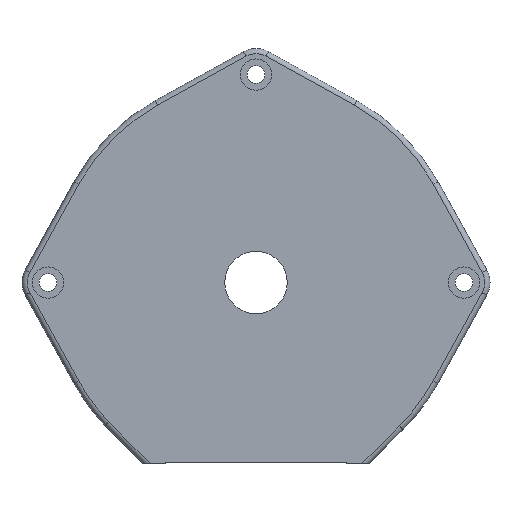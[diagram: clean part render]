
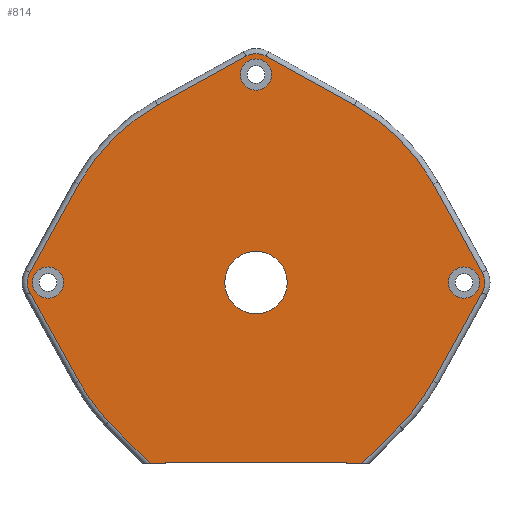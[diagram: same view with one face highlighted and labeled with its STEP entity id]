
A CAD part, left-side view. The second image highlights one B-rep face of the part: STEP entity #814.
In plain terms, the highlighted planar face has unit normal (-1, 0, 0).
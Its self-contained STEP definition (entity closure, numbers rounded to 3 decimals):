
#30=FACE_BOUND('',#162,.T.);
#31=FACE_BOUND('',#163,.T.);
#32=FACE_BOUND('',#164,.T.);
#33=FACE_BOUND('',#165,.T.);
#54=PLANE('',#928);
#111=FACE_OUTER_BOUND('',#161,.T.);
#161=EDGE_LOOP('',(#699,#700,#701,#702,#703,#704,#705,#706,#707,#708,#709,
#710,#711,#712,#713,#714,#715,#716,#717,#718));
#162=EDGE_LOOP('',(#719));
#163=EDGE_LOOP('',(#720));
#164=EDGE_LOOP('',(#721));
#165=EDGE_LOOP('',(#722));
#173=LINE('',#1219,#234);
#175=LINE('',#1240,#236);
#176=LINE('',#1251,#237);
#178=LINE('',#1263,#239);
#180=LINE('',#1275,#241);
#182=LINE('',#1287,#243);
#184=LINE('',#1299,#245);
#186=LINE('',#1311,#247);
#191=LINE('',#1323,#252);
#223=LINE('',#1428,#284);
#224=LINE('',#1431,#285);
#228=LINE('',#1439,#289);
#231=LINE('',#1443,#292);
#234=VECTOR('',#953,10.);
#236=VECTOR('',#961,10.);
#237=VECTOR('',#974,10.);
#239=VECTOR('',#988,10.);
#241=VECTOR('',#1002,10.);
#243=VECTOR('',#1016,10.);
#245=VECTOR('',#1030,10.);
#247=VECTOR('',#1044,10.);
#252=VECTOR('',#1057,10.);
#284=VECTOR('',#1177,10.);
#285=VECTOR('',#1180,10.);
#289=VECTOR('',#1186,10.);
#292=VECTOR('',#1191,10.);
#294=CIRCLE('',#835,6.);
#297=CIRCLE('',#843,38.96);
#301=CIRCLE('',#849,4.);
#305=CIRCLE('',#855,38.96);
#309=CIRCLE('',#861,4.);
#313=CIRCLE('',#867,38.96);
#317=CIRCLE('',#873,4.);
#320=CIRCLE('',#878,38.96);
#329=CIRCLE('',#904,3.);
#332=CIRCLE('',#909,3.);
#335=CIRCLE('',#914,3.);
#342=VERTEX_POINT('',#1209);
#345=VERTEX_POINT('',#1216);
#346=VERTEX_POINT('',#1218);
#347=VERTEX_POINT('',#1233);
#350=VERTEX_POINT('',#1238);
#352=VERTEX_POINT('',#1243);
#354=VERTEX_POINT('',#1249);
#356=VERTEX_POINT('',#1255);
#358=VERTEX_POINT('',#1261);
#360=VERTEX_POINT('',#1267);
#362=VERTEX_POINT('',#1273);
#364=VERTEX_POINT('',#1279);
#366=VERTEX_POINT('',#1285);
#368=VERTEX_POINT('',#1291);
#370=VERTEX_POINT('',#1297);
#372=VERTEX_POINT('',#1303);
#374=VERTEX_POINT('',#1309);
#377=VERTEX_POINT('',#1321);
#393=VERTEX_POINT('',#1385);
#396=VERTEX_POINT('',#1394);
#399=VERTEX_POINT('',#1403);
#406=VERTEX_POINT('',#1426);
#407=VERTEX_POINT('',#1430);
#410=VERTEX_POINT('',#1438);
#413=EDGE_CURVE('',#342,#342,#294,.T.);
#416=EDGE_CURVE('',#345,#346,#173,.T.);
#421=EDGE_CURVE('',#350,#347,#175,.T.);
#423=EDGE_CURVE('',#352,#350,#297,.T.);
#426=EDGE_CURVE('',#354,#352,#176,.T.);
#429=EDGE_CURVE('',#356,#354,#301,.T.);
#432=EDGE_CURVE('',#358,#356,#178,.T.);
#435=EDGE_CURVE('',#360,#358,#305,.T.);
#438=EDGE_CURVE('',#362,#360,#180,.T.);
#441=EDGE_CURVE('',#364,#362,#309,.T.);
#444=EDGE_CURVE('',#366,#364,#182,.T.);
#447=EDGE_CURVE('',#368,#366,#313,.T.);
#450=EDGE_CURVE('',#370,#368,#184,.T.);
#453=EDGE_CURVE('',#372,#370,#317,.T.);
#456=EDGE_CURVE('',#374,#372,#186,.T.);
#458=EDGE_CURVE('',#346,#374,#320,.T.);
#463=EDGE_CURVE('',#345,#377,#191,.T.);
#494=EDGE_CURVE('',#393,#393,#329,.T.);
#498=EDGE_CURVE('',#396,#396,#332,.T.);
#502=EDGE_CURVE('',#399,#399,#335,.T.);
#514=EDGE_CURVE('',#377,#406,#223,.T.);
#515=EDGE_CURVE('',#407,#347,#224,.T.);
#519=EDGE_CURVE('',#410,#407,#228,.T.);
#522=EDGE_CURVE('',#406,#410,#231,.T.);
#699=ORIENTED_EDGE('',*,*,#416,.F.);
#700=ORIENTED_EDGE('',*,*,#463,.T.);
#701=ORIENTED_EDGE('',*,*,#514,.T.);
#702=ORIENTED_EDGE('',*,*,#522,.T.);
#703=ORIENTED_EDGE('',*,*,#519,.T.);
#704=ORIENTED_EDGE('',*,*,#515,.T.);
#705=ORIENTED_EDGE('',*,*,#421,.F.);
#706=ORIENTED_EDGE('',*,*,#423,.F.);
#707=ORIENTED_EDGE('',*,*,#426,.F.);
#708=ORIENTED_EDGE('',*,*,#429,.F.);
#709=ORIENTED_EDGE('',*,*,#432,.F.);
#710=ORIENTED_EDGE('',*,*,#435,.F.);
#711=ORIENTED_EDGE('',*,*,#438,.F.);
#712=ORIENTED_EDGE('',*,*,#441,.F.);
#713=ORIENTED_EDGE('',*,*,#444,.F.);
#714=ORIENTED_EDGE('',*,*,#447,.F.);
#715=ORIENTED_EDGE('',*,*,#450,.F.);
#716=ORIENTED_EDGE('',*,*,#453,.F.);
#717=ORIENTED_EDGE('',*,*,#456,.F.);
#718=ORIENTED_EDGE('',*,*,#458,.F.);
#719=ORIENTED_EDGE('',*,*,#413,.T.);
#720=ORIENTED_EDGE('',*,*,#494,.T.);
#721=ORIENTED_EDGE('',*,*,#498,.T.);
#722=ORIENTED_EDGE('',*,*,#502,.T.);
#814=ADVANCED_FACE('',(#111,#30,#31,#32,#33),#54,.T.);
#835=AXIS2_PLACEMENT_3D('',#1211,#946,#947);
#843=AXIS2_PLACEMENT_3D('',#1245,#966,#967);
#849=AXIS2_PLACEMENT_3D('',#1257,#980,#981);
#855=AXIS2_PLACEMENT_3D('',#1269,#994,#995);
#861=AXIS2_PLACEMENT_3D('',#1281,#1008,#1009);
#867=AXIS2_PLACEMENT_3D('',#1293,#1022,#1023);
#873=AXIS2_PLACEMENT_3D('',#1305,#1036,#1037);
#878=AXIS2_PLACEMENT_3D('',#1314,#1048,#1049);
#904=AXIS2_PLACEMENT_3D('',#1386,#1127,#1128);
#909=AXIS2_PLACEMENT_3D('',#1395,#1138,#1139);
#914=AXIS2_PLACEMENT_3D('',#1404,#1149,#1150);
#928=AXIS2_PLACEMENT_3D('',#1444,#1192,#1193);
#946=DIRECTION('center_axis',(1.,0.,0.));
#947=DIRECTION('ref_axis',(0.,-1.,0.));
#953=DIRECTION('',(0.,0.707,0.707));
#961=DIRECTION('',(0.,0.707,-0.707));
#966=DIRECTION('center_axis',(1.,0.,0.));
#967=DIRECTION('ref_axis',(0.,-0.799,-0.602));
#974=DIRECTION('',(0.,0.484,-0.875));
#980=DIRECTION('center_axis',(1.,0.,0.));
#981=DIRECTION('ref_axis',(0.,-1.,0.));
#988=DIRECTION('',(0.,-0.484,-0.875));
#994=DIRECTION('center_axis',(1.,0.,0.));
#995=DIRECTION('ref_axis',(0.,-0.707,0.707));
#1002=DIRECTION('',(0.,-0.875,-0.484));
#1008=DIRECTION('center_axis',(1.,0.,0.));
#1009=DIRECTION('ref_axis',(0.,0.,
1.));
#1016=DIRECTION('',(0.,-0.875,0.484));
#1022=DIRECTION('center_axis',(1.,0.,0.));
#1023=DIRECTION('ref_axis',(0.,0.707,0.707));
#1030=DIRECTION('',(0.,-0.484,0.875));
#1036=DIRECTION('center_axis',(1.,0.,0.));
#1037=DIRECTION('ref_axis',(0.,1.,0.));
#1044=DIRECTION('',(0.,0.484,0.875));
#1048=DIRECTION('center_axis',(1.,0.,0.));
#1049=DIRECTION('ref_axis',(0.,0.807,-0.59));
#1057=DIRECTION('',(0.,-1.,0.));
#1127=DIRECTION('center_axis',(1.,0.,0.));
#1128=DIRECTION('ref_axis',(0.,-1.,0.));
#1138=DIRECTION('center_axis',(1.,0.,0.));
#1139=DIRECTION('ref_axis',(0.,-1.,0.));
#1149=DIRECTION('center_axis',(1.,0.,0.));
#1150=DIRECTION('ref_axis',(0.,-1.,0.));
#1177=DIRECTION('',(0.,0.,1.));
#1180=DIRECTION('',(0.,-1.,0.));
#1186=DIRECTION('',(0.,0.,-1.));
#1191=DIRECTION('',(0.,-1.,0.));
#1192=DIRECTION('center_axis',(-1.,0.,0.));
#1193=DIRECTION('ref_axis',(0.,-1.,0.));
#1209=CARTESIAN_POINT('',(-58.,6.011,435.731));
#1211=CARTESIAN_POINT('Origin',(-58.,0.011,435.731));
#1216=CARTESIAN_POINT('',(-58.,20.336,400.981));
#1218=CARTESIAN_POINT('',(-58.,28.338,408.983));
#1219=CARTESIAN_POINT('',(-58.,29.224,409.869));
#1233=CARTESIAN_POINT('',(-58.,-20.336,400.981));
#1238=CARTESIAN_POINT('',(-58.,-27.537,408.182));
#1240=CARTESIAN_POINT('',(-58.,-25.566,406.211));
#1243=CARTESIAN_POINT('',(-58.,-34.073,416.861));
#1245=CARTESIAN_POINT('Origin',(-58.,0.011,435.731));
#1249=CARTESIAN_POINT('',(-58.,-43.448,433.794));
#1251=CARTESIAN_POINT('',(-58.,-35.155,418.814));
#1255=CARTESIAN_POINT('',(-58.,-43.448,437.668));
#1257=CARTESIAN_POINT('Origin',(-58.,-39.948,435.731));
#1261=CARTESIAN_POINT('',(-58.,-34.073,454.601));
#1263=CARTESIAN_POINT('',(-58.,-37.679,448.088));
#1267=CARTESIAN_POINT('',(-58.,-18.859,469.816));
#1269=CARTESIAN_POINT('Origin',(-58.,0.011,435.731));
#1273=CARTESIAN_POINT('',(-58.,-1.926,479.19));
#1275=CARTESIAN_POINT('',(-58.,-17.777,470.414));
#1279=CARTESIAN_POINT('',(-58.,1.949,479.19));
#1281=CARTESIAN_POINT('Origin',(-58.,0.011,475.69));
#1285=CARTESIAN_POINT('',(-58.,18.881,469.816));
#1287=CARTESIAN_POINT('',(-58.,9.334,475.102));
#1291=CARTESIAN_POINT('',(-58.,34.096,454.601));
#1293=CARTESIAN_POINT('Origin',(-58.,0.011,435.731));
#1297=CARTESIAN_POINT('',(-58.,43.47,437.668));
#1299=CARTESIAN_POINT('',(-58.,33.014,456.555));
#1303=CARTESIAN_POINT('',(-58.,43.47,433.794));
#1305=CARTESIAN_POINT('Origin',(-58.,39.971,435.731));
#1309=CARTESIAN_POINT('',(-58.,34.096,416.861));
#1311=CARTESIAN_POINT('',(-58.,39.865,427.281));
#1314=CARTESIAN_POINT('Origin',(-58.,0.011,435.731));
#1321=CARTESIAN_POINT('',(-58.,17.45,400.981));
#1323=CARTESIAN_POINT('',(-58.,21.75,400.981));
#1385=CARTESIAN_POINT('',(-58.,42.971,435.731));
#1386=CARTESIAN_POINT('Origin',(-58.,39.971,435.731));
#1394=CARTESIAN_POINT('',(-58.,3.011,475.69));
#1395=CARTESIAN_POINT('Origin',(-58.,0.011,475.69));
#1403=CARTESIAN_POINT('',(-58.,-36.948,435.731));
#1404=CARTESIAN_POINT('Origin',(-58.,-39.948,435.731));
#1426=CARTESIAN_POINT('',(-58.,17.45,401.181));
#1428=CARTESIAN_POINT('',(-58.,17.45,400.981));
#1430=CARTESIAN_POINT('',(-58.,-17.45,400.981));
#1431=CARTESIAN_POINT('',(-58.,-17.45,400.981));
#1438=CARTESIAN_POINT('',(-58.,-17.45,401.181));
#1439=CARTESIAN_POINT('',(-58.,-17.45,401.681));
#1443=CARTESIAN_POINT('',(-58.,17.45,401.181));
#1444=CARTESIAN_POINT('Origin',(-58.,0.011,440.836));
